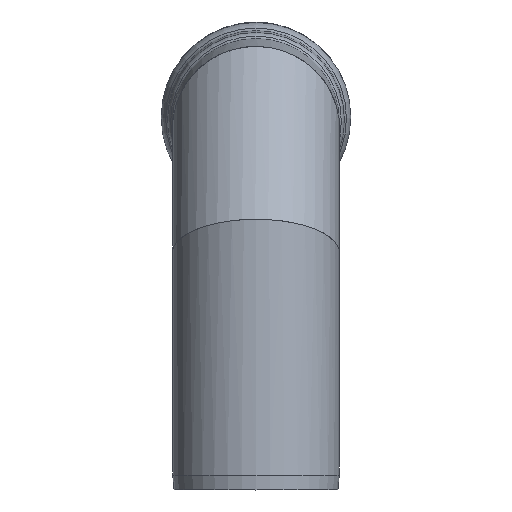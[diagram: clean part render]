
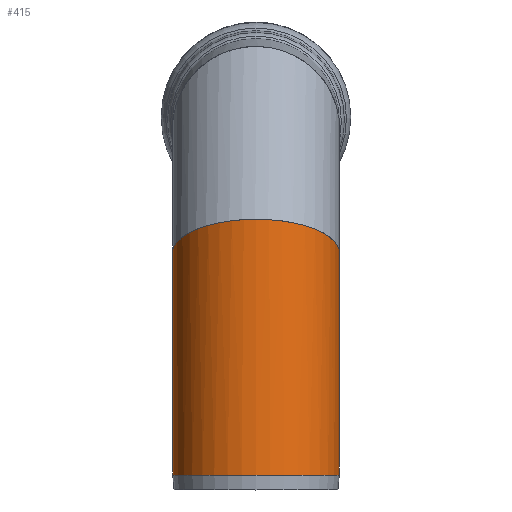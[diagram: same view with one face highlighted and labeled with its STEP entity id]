
A CAD part, left-side view. The second image highlights one B-rep face of the part: STEP entity #415.
In plain terms, the highlighted cylindrical face has radius 444.5 mm (diameter 889 mm), a full revolution.
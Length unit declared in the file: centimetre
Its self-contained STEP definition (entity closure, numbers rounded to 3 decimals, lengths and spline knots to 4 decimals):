
#39=ELLIPSE('',#501,47.857,44.45);
#47=CYLINDRICAL_SURFACE('',#500,44.45);
#60=FACE_OUTER_BOUND('',#90,.T.);
#90=EDGE_LOOP('',(#284,#285,#286,#287));
#124=CIRCLE('',#499,44.45);
#167=VERTEX_POINT('',#772);
#168=VERTEX_POINT('',#776);
#211=EDGE_CURVE('',#167,#167,#124,.T.);
#212=EDGE_CURVE('',#167,#168,#458,.T.);
#213=EDGE_CURVE('',#168,#168,#39,.T.);
#284=ORIENTED_EDGE('',*,*,#211,.F.);
#285=ORIENTED_EDGE('',*,*,#212,.T.);
#286=ORIENTED_EDGE('',*,*,#213,.F.);
#287=ORIENTED_EDGE('',*,*,#212,.F.);
#415=ADVANCED_FACE('',(#60),#47,.T.);
#458=LINE('',#777,#477);
#477=VECTOR('',#596,44.45);
#499=AXIS2_PLACEMENT_3D('',#774,#592,#593);
#500=AXIS2_PLACEMENT_3D('',#775,#594,#595);
#501=AXIS2_PLACEMENT_3D('',#778,#597,#598);
#592=DIRECTION('center_axis',(0.,0.,-1.));
#593=DIRECTION('ref_axis',(1.,0.,0.));
#594=DIRECTION('center_axis',(0.,0.,-1.));
#595=DIRECTION('ref_axis',(1.,0.,0.));
#596=DIRECTION('',(0.,0.,1.));
#597=DIRECTION('center_axis',(0.371,0.,0.929));
#598=DIRECTION('ref_axis',(0.929,0.,-0.371));
#772=CARTESIAN_POINT('',(-44.45,0.,8.));
#774=CARTESIAN_POINT('Origin',(0.,0.,8.));
#775=CARTESIAN_POINT('Origin',(0.,0.,9.));
#776=CARTESIAN_POINT('',(-44.45,0.,144.4832));
#777=CARTESIAN_POINT('',(-44.45,0.,9.));
#778=CARTESIAN_POINT('Origin',(0.,0.,126.7494));
